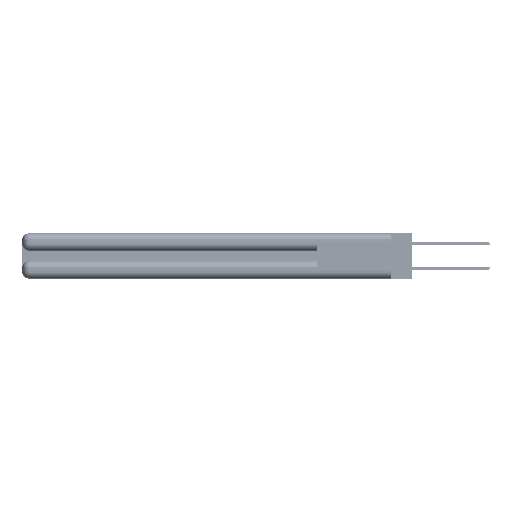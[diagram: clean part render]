
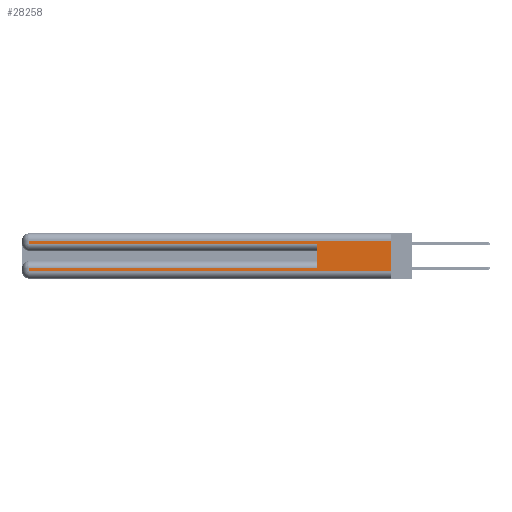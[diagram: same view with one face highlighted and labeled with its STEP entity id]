
A CAD part, left-side view. The second image highlights one B-rep face of the part: STEP entity #28258.
In plain terms, the highlighted planar face has unit normal (-1, 0, 0).
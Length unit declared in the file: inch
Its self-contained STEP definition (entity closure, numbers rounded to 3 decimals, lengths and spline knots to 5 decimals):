
#78 = VECTOR ( 'NONE', #30830, 39.37008 ) ;
#148 = EDGE_CURVE ( 'NONE', #53116, #663, #23387, .T. ) ;
#519 = DIRECTION ( 'NONE',  ( 0., 0., -1. ) ) ;
#663 = VERTEX_POINT ( 'NONE', #7444 ) ;
#1289 = LINE ( 'NONE', #12773, #23574 ) ;
#2628 = CARTESIAN_POINT ( 'NONE',  ( 0., 0., 0.37 ) ) ;
#4105 = ORIENTED_EDGE ( 'NONE', *, *, #4212, .F. ) ;
#4212 = EDGE_CURVE ( 'NONE', #24497, #52208, #46993, .T. ) ;
#4519 = CARTESIAN_POINT ( 'NONE',  ( 0., 2.94, 0.37 ) ) ;
#5758 = CARTESIAN_POINT ( 'NONE',  ( 0., 2.94, 0.37 ) ) ;
#6429 = CARTESIAN_POINT ( 'NONE',  ( 0., 2.94, 0.31 ) ) ;
#7100 = DIRECTION ( 'NONE',  ( 0., 0., -1. ) ) ;
#7444 = CARTESIAN_POINT ( 'NONE',  ( 0., 0.6, 0.285 ) ) ;
#7923 = DIRECTION ( 'NONE',  ( 0., 1., 0. ) ) ;
#7989 = VECTOR ( 'NONE', #26605, 39.37008 ) ;
#9878 = LINE ( 'NONE', #5758, #43725 ) ;
#10222 = DIRECTION ( 'NONE',  ( 0., 0., -1. ) ) ;
#10523 = EDGE_CURVE ( 'NONE', #22104, #52208, #35402, .T. ) ;
#12182 = CARTESIAN_POINT ( 'NONE',  ( 0., 0., 0.31 ) ) ;
#12298 = LINE ( 'NONE', #12182, #44742 ) ;
#12773 = CARTESIAN_POINT ( 'NONE',  ( 0., 0.6, 0.145 ) ) ;
#13180 = VECTOR ( 'NONE', #519, 39.37008 ) ;
#13852 = ORIENTED_EDGE ( 'NONE', *, *, #25820, .T. ) ;
#17235 = DIRECTION ( 'NONE',  ( 0., 0., 1. ) ) ;
#17886 = CARTESIAN_POINT ( 'NONE',  ( 0., 0.6, 0.085 ) ) ;
#18183 = CARTESIAN_POINT ( 'NONE',  ( 0., 0., 0.37 ) ) ;
#18696 = ORIENTED_EDGE ( 'NONE', *, *, #34231, .T. ) ;
#19386 = EDGE_LOOP ( 'NONE', ( #4105, #13852, #19423, #23633, #20150, #49093, #18696, #42133 ) ) ;
#19423 = ORIENTED_EDGE ( 'NONE', *, *, #56370, .T. ) ;
#20150 = ORIENTED_EDGE ( 'NONE', *, *, #30945, .F. ) ;
#21093 = CARTESIAN_POINT ( 'NONE',  ( 0., 0., 0.085 ) ) ;
#21728 = CARTESIAN_POINT ( 'NONE',  ( 0., 2.94, 0.285 ) ) ;
#22104 = VERTEX_POINT ( 'NONE', #36362 ) ;
#23001 = CARTESIAN_POINT ( 'NONE',  ( 0., 0., 0.31 ) ) ;
#23186 = AXIS2_PLACEMENT_3D ( 'NONE', #2628, #33565, #7100 ) ;
#23387 = LINE ( 'NONE', #47646, #45365 ) ;
#23574 = VECTOR ( 'NONE', #17235, 39.37008 ) ;
#23633 = ORIENTED_EDGE ( 'NONE', *, *, #148, .T. ) ;
#24497 = VERTEX_POINT ( 'NONE', #23001 ) ;
#25005 = CARTESIAN_POINT ( 'NONE',  ( 0., 2.94, 0.085 ) ) ;
#25820 = EDGE_CURVE ( 'NONE', #24497, #28894, #12298, .T. ) ;
#26400 = CARTESIAN_POINT ( 'NONE',  ( 0., 0., 0.06 ) ) ;
#26605 = DIRECTION ( 'NONE',  ( 0., 0., -1. ) ) ;
#27618 = VERTEX_POINT ( 'NONE', #25005 ) ;
#28258 = ADVANCED_FACE ( 'NONE', ( #35597 ), #55470, .F. ) ;
#28894 = VERTEX_POINT ( 'NONE', #6429 ) ;
#29932 = LINE ( 'NONE', #21093, #37459 ) ;
#30830 = DIRECTION ( 'NONE',  ( 0., -1., 0. ) ) ;
#30945 = EDGE_CURVE ( 'NONE', #36964, #663, #1289, .T. ) ;
#33565 = DIRECTION ( 'NONE',  ( 1., 0., 0. ) ) ;
#34231 = EDGE_CURVE ( 'NONE', #27618, #22104, #54855, .T. ) ;
#35402 = LINE ( 'NONE', #26400, #78 ) ;
#35597 = FACE_OUTER_BOUND ( 'NONE', #19386, .T. ) ;
#36362 = CARTESIAN_POINT ( 'NONE',  ( 0., 2.94, 0.06 ) ) ;
#36964 = VERTEX_POINT ( 'NONE', #17886 ) ;
#37459 = VECTOR ( 'NONE', #47627, 39.37008 ) ;
#42133 = ORIENTED_EDGE ( 'NONE', *, *, #10523, .T. ) ;
#43725 = VECTOR ( 'NONE', #10222, 39.37008 ) ;
#44742 = VECTOR ( 'NONE', #7923, 39.37008 ) ;
#45365 = VECTOR ( 'NONE', #56469, 39.37008 ) ;
#46993 = LINE ( 'NONE', #18183, #13180 ) ;
#47627 = DIRECTION ( 'NONE',  ( 0., 1., 0. ) ) ;
#47646 = CARTESIAN_POINT ( 'NONE',  ( 0., 0., 0.285 ) ) ;
#49093 = ORIENTED_EDGE ( 'NONE', *, *, #56705, .T. ) ;
#52208 = VERTEX_POINT ( 'NONE', #53353 ) ;
#53116 = VERTEX_POINT ( 'NONE', #21728 ) ;
#53353 = CARTESIAN_POINT ( 'NONE',  ( 0., 0., 0.06 ) ) ;
#54855 = LINE ( 'NONE', #4519, #7989 ) ;
#55470 = PLANE ( 'NONE',  #23186 ) ;
#56370 = EDGE_CURVE ( 'NONE', #28894, #53116, #9878, .T. ) ;
#56469 = DIRECTION ( 'NONE',  ( 0., -1., 0. ) ) ;
#56705 = EDGE_CURVE ( 'NONE', #36964, #27618, #29932, .T. ) ;
